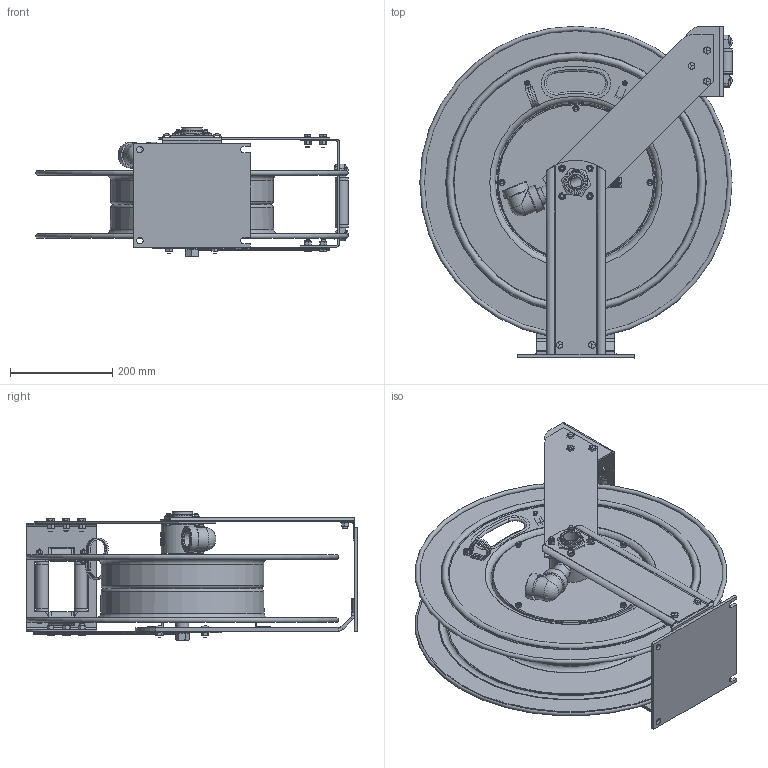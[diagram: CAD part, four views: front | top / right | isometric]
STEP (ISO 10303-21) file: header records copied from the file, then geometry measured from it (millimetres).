
FILE_DESCRIPTION(/* description */ (''),/* implementation_level */ '2;1');
FILE_NAME(/* name */ 'TSHF-N-635_SHARED.stp',/* time_stamp */ '2017-11-14T13:11:32-07:00',/* author */ ('jkusbel'),/* organization */ (''),/* preprocessor_version */ 'ST-DEVELOPER v15.6',/* originating_system */ 'Autodesk Inventor 2015',/* authorisation */ '');
FILE_SCHEMA (('AUTOMOTIVE_DESIGN { 1 0 10303 214 3 1 1 }'));
Products named in the file (1): TSHF-N-635_SHARED
Bounding box: 609.88 x 647.73 x 251.71 mm (x, y, z)
Surface area: 2091954.3 mm2 (no closed solid volume)
Topology: 0 solids, 190 shells, 590 faces, 5357 edges, 4857 vertices
Faces by surface type: plane 417, cylinder 114, torus 32, sphere 11, cone 10, bspline 6
Full cylindrical faces by diameter (mm): 4.826 x2, 7.938 x5, 8.636 x4, 10.414 x1, 12.7 x2, 19.05 x1, 25.362 x1, 25.4 x12, 26.67 x1, 28.575 x1, 33.401 x1, 39.624 x2, 50.8 x2, 82.55 x1, 306.324 x1, 308.747 x1, 314.462 x1, 317.5 x1
Entity records: 51194 total; most frequent: CARTESIAN_POINT 15446, DIRECTION 5938, ORIENTED_EDGE 5937, EDGE_CURVE 5262, VERTEX_POINT 4838, LINE 2926, VECTOR 2926, AXIS2_PLACEMENT_3D 1506
